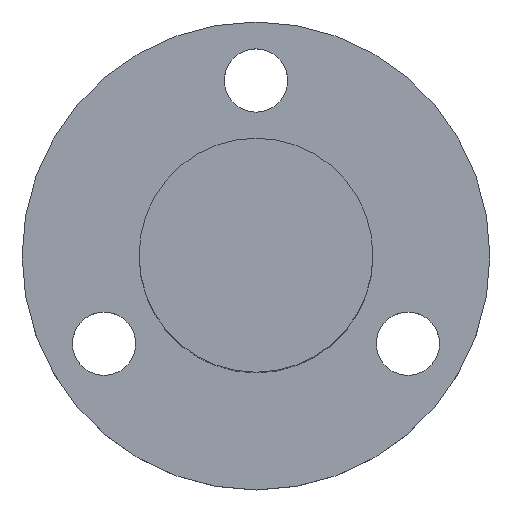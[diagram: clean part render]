
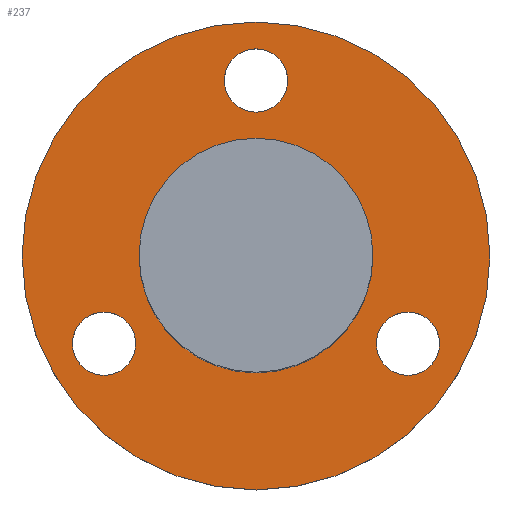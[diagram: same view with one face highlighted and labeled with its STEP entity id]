
A CAD part, top view. The second image highlights one B-rep face of the part: STEP entity #237.
In plain terms, the highlighted planar face has unit normal (0, 0, 1).
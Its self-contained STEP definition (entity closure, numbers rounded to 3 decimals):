
#73=CARTESIAN_POINT('',(13.662,-4.911,4.775));
#74=VERTEX_POINT('',#73);
#75=CARTESIAN_POINT('',(12.373,-7.144,4.775));
#76=DIRECTION('',(0.0,0.0,-1.0));
#77=DIRECTION('',(-0.5,-0.866,0.0));
#78=AXIS2_PLACEMENT_3D('',#75,#76,#77);
#79=CIRCLE('',#78,2.578);
#80=EDGE_CURVE('',#74,#74,#79,.T.);
#101=CARTESIAN_POINT('',(-11.084,-9.376,4.775));
#102=VERTEX_POINT('',#101);
#103=CARTESIAN_POINT('',(-12.373,-7.144,4.775));
#104=DIRECTION('',(0.0,0.0,-1.0));
#105=DIRECTION('',(-0.5,0.866,0.0));
#106=AXIS2_PLACEMENT_3D('',#103,#104,#105);
#107=CIRCLE('',#106,2.578);
#108=EDGE_CURVE('',#102,#102,#107,.T.);
#129=CARTESIAN_POINT('',(-2.578,14.288,4.775));
#130=VERTEX_POINT('',#129);
#131=CARTESIAN_POINT('',(0.0,14.288,4.775));
#132=DIRECTION('',(0.0,0.0,-1.0));
#133=DIRECTION('',(1.0,0.0,0.0));
#134=AXIS2_PLACEMENT_3D('',#131,#132,#133);
#135=CIRCLE('',#134,2.578);
#136=EDGE_CURVE('',#130,#130,#135,.T.);
#168=CARTESIAN_POINT('',(-9.525,0.,4.775));
#169=VERTEX_POINT('',#168);
#170=CARTESIAN_POINT('',(0.0,0.0,4.775));
#171=DIRECTION('',(0.0,0.0,-1.0));
#172=DIRECTION('',(1.0,0.0,0.0));
#173=AXIS2_PLACEMENT_3D('',#170,#171,#172);
#174=CIRCLE('',#173,9.525);
#175=EDGE_CURVE('',#169,#169,#174,.T.);
#194=CARTESIAN_POINT('',(19.05,0.,4.775));
#195=VERTEX_POINT('',#194);
#196=CARTESIAN_POINT('',(0.0,0.0,4.775));
#197=DIRECTION('',(0.0,0.0,1.0));
#198=DIRECTION('',(-1.0,0.0,0.0));
#199=AXIS2_PLACEMENT_3D('',#196,#197,#198);
#200=CIRCLE('',#199,19.05);
#201=EDGE_CURVE('',#195,#195,#200,.T.);
#217=CARTESIAN_POINT('',(0.,0.,4.775));
#218=DIRECTION('',(0.0,0.0,1.0));
#219=DIRECTION('',(1.0,0.0,0.0));
#220=AXIS2_PLACEMENT_3D('',#217,#218,#219);
#221=PLANE('',#220);
#222=ORIENTED_EDGE('',*,*,#201,.T.);
#223=EDGE_LOOP('',(#222));
#224=FACE_OUTER_BOUND('',#223,.T.);
#225=ORIENTED_EDGE('',*,*,#80,.T.);
#226=EDGE_LOOP('',(#225));
#227=FACE_BOUND('',#226,.T.);
#228=ORIENTED_EDGE('',*,*,#108,.T.);
#229=EDGE_LOOP('',(#228));
#230=FACE_BOUND('',#229,.T.);
#231=ORIENTED_EDGE('',*,*,#136,.T.);
#232=EDGE_LOOP('',(#231));
#233=FACE_BOUND('',#232,.T.);
#234=ORIENTED_EDGE('',*,*,#175,.T.);
#235=EDGE_LOOP('',(#234));
#236=FACE_BOUND('',#235,.T.);
#237=ADVANCED_FACE('',(#224,#227,#230,#233,#236),#221,.T.);
